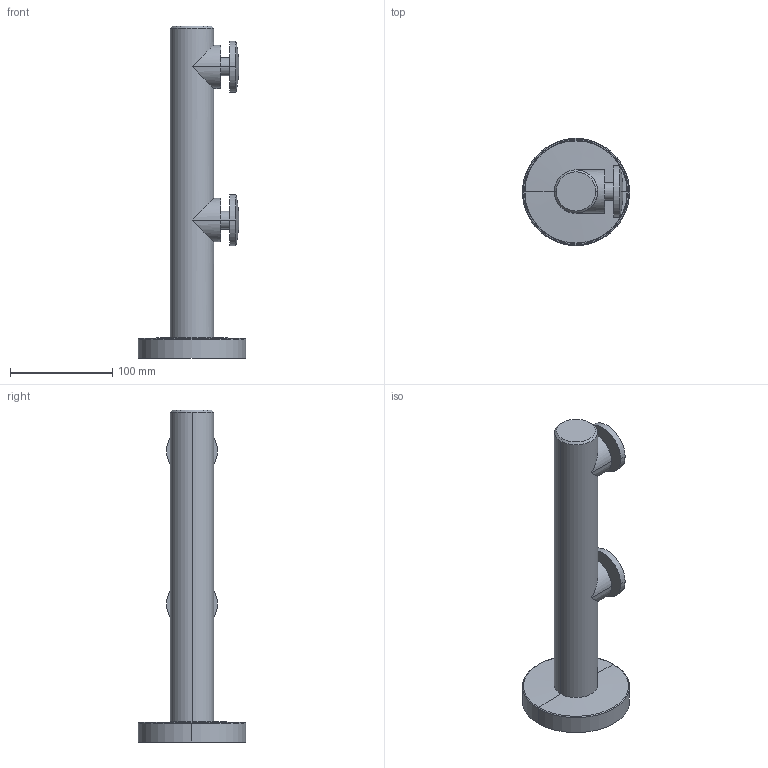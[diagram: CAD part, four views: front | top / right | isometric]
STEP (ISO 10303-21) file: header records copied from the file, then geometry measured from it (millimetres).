
FILE_DESCRIPTION((''),'2;1');
FILE_NAME('6300','2022-02-20T12:39:39',('Gogel'),('Gerresheimer Regensburg GmbH'),'CREO PARAMETRIC BY PTC INC, 2018420','CREO PARAMETRIC BY PTC INC, 2018420','');
FILE_SCHEMA(('AUTOMOTIVE_DESIGN { 1 0 10303 214 1 1 1 1 }'));
Length unit declared in the file: millimetre
Products named in the file (1): 6300
Bounding box: 105 x 105 x 325 mm (x, y, z)
Volume: 658112.8 mm3; surface area: 103898.8 mm2
Topology: 2 solids, 2 shells, 39 faces, 88 edges, 54 vertices
Faces by surface type: cylinder 20, plane 9, bspline 4, cone 4, torus 2
Entity records: 1751 total; most frequent: CARTESIAN_POINT 497, DIRECTION 237, ORIENTED_EDGE 168, AXIS2_PLACEMENT_3D 97, EDGE_CURVE 84, VERTEX_POINT 54, CIRCLE 50, EDGE_LOOP 44
